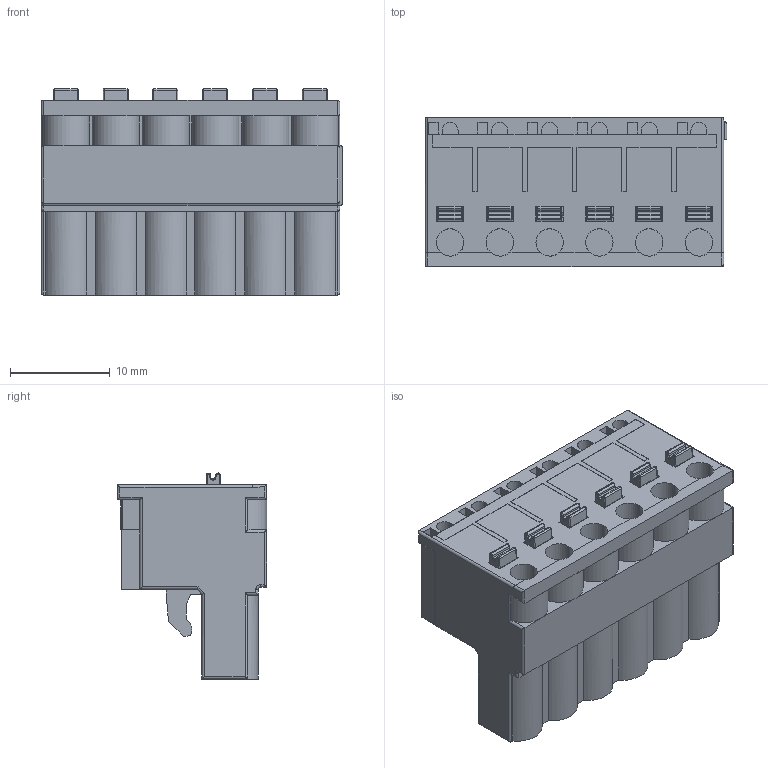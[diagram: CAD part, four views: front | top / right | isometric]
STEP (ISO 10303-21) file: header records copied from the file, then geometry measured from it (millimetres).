
FILE_DESCRIPTION (( 'STEP AP214' ), '1' );
FILE_NAME ('BX-RTB06-1.STEP', '2017-03-21T20:56:02', ( '' ), ( '' ), 'SwSTEP 2.0', 'SolidWorks 2016', '' );
FILE_SCHEMA (( 'AUTOMOTIVE_DESIGN' ));
Length unit declared in the file: millimetre
Products named in the file (1): BX-RTB06-1
Bounding box: 30.3 x 15 x 20.7 mm (x, y, z)
Volume: 5358 mm3; surface area: 4061.4 mm2
Topology: 1 solids, 1 shells, 766 faces, 1935 edges, 1191 vertices
Faces by surface type: plane 396, cylinder 236, torus 122, cone 12
Entity records: 26307 total; most frequent: CARTESIAN_POINT 6260, ORIENTED_EDGE 3870, DIRECTION 3764, EDGE_CURVE 1935, LINE 1262, VECTOR 1262, AXIS2_PLACEMENT_3D 1251, VERTEX_POINT 1191
